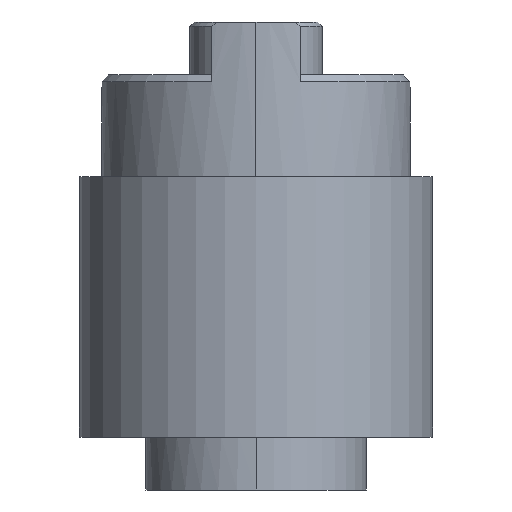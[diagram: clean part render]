
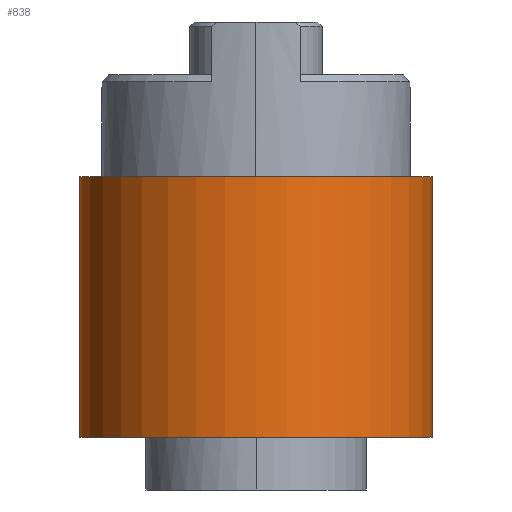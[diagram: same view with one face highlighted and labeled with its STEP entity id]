
A CAD part, left-side view. The second image highlights one B-rep face of the part: STEP entity #838.
In plain terms, the highlighted cylindrical face has radius 4 mm (diameter 8 mm), a partial arc.
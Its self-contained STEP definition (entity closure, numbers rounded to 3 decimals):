
#216=CARTESIAN_POINT('',(0.,0.,-7.65));
#217=DIRECTION('',(0.,0.,-1.));
#218=DIRECTION('',(0.,-1.,0.));
#219=AXIS2_PLACEMENT_3D('',#216,#217,#218);
#221=DIRECTION('',(0.,0.,-1.));
#222=VECTOR('',#221,5.9);
#223=CARTESIAN_POINT('',(0.,-4.,-1.75));
#224=LINE('',#223,#222);
#248=DIRECTION('',(0.,0.,-1.));
#249=VECTOR('',#248,5.9);
#250=CARTESIAN_POINT('',(0.,4.,-1.75));
#251=LINE('',#250,#249);
#327=CARTESIAN_POINT('',(0.,0.,-1.75));
#328=DIRECTION('',(0.,0.,-1.));
#329=DIRECTION('',(0.,-1.,0.));
#330=AXIS2_PLACEMENT_3D('',#327,#328,#329);
#464=CARTESIAN_POINT('',(0.,-4.,-1.75));
#465=CARTESIAN_POINT('',(0.,4.,-1.75));
#466=VERTEX_POINT('',#464);
#467=VERTEX_POINT('',#465);
#492=CARTESIAN_POINT('',(0.,-4.,-7.65));
#493=CARTESIAN_POINT('',(0.,4.,-7.65));
#494=VERTEX_POINT('',#492);
#495=VERTEX_POINT('',#493);
#824=CARTESIAN_POINT('',(0.,0.,-1.75));
#825=DIRECTION('',(0.,0.,-1.));
#826=DIRECTION('',(0.,-1.,0.));
#827=AXIS2_PLACEMENT_3D('',#824,#825,#826);
#828=CYLINDRICAL_SURFACE('',#827,4.);
#829=ORIENTED_EDGE('',*,*,#802,.T.);
#831=ORIENTED_EDGE('',*,*,#830,.F.);
#833=ORIENTED_EDGE('',*,*,#832,.F.);
#835=ORIENTED_EDGE('',*,*,#834,.T.);
#836=EDGE_LOOP('',(#829,#831,#833,#835));
#837=FACE_OUTER_BOUND('',#836,.F.);
#838=ADVANCED_FACE('',(#837),#828,.T.);
#220=CIRCLE('',#219,4.);
#331=CIRCLE('',#330,4.);
#802=EDGE_CURVE('',#494,#495,#220,.T.);
#830=EDGE_CURVE('',#467,#495,#251,.T.);
#832=EDGE_CURVE('',#466,#467,#331,.T.);
#834=EDGE_CURVE('',#466,#494,#224,.T.);
